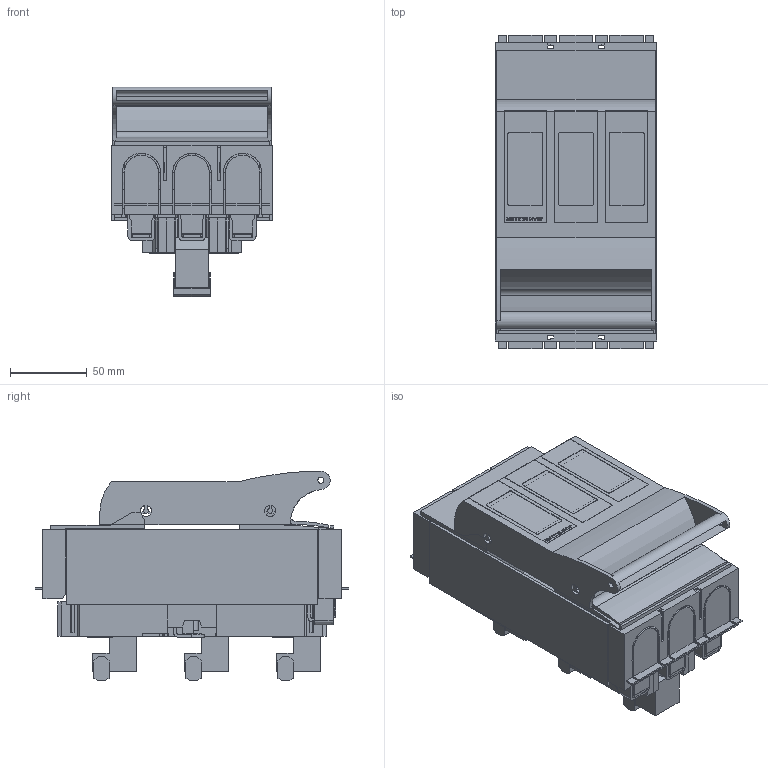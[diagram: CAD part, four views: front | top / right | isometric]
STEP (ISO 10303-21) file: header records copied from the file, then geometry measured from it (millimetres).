
FILE_DESCRIPTION(('CATIA V5 STEP'),'2;1');
FILE_NAME('T501336000_09_L_Reiter-NH-Sicherungslasttrenner-KETO-00-3_60_Ao_R95T.stp','2015-09-24T14:43:05+00:00',('none'),('Jean Müller GmbH'),'CATIA Version 5 Release 19 SP 9 (IN-10)','CATIA V5 STEP AP214','none');
FILE_SCHEMA(('AUTOMOTIVE_DESIGN { 1 0 10303 214 1 1 1 1 }'));
Products named in the file (16): T501336000_09_L_Reiter-NH-Sicherungslasttrenner Ao; 34200_L_Frontplatte Gr00_3-polig; 34171_L_Abdeckung oben Gr00_3-polig; 34172_L_Abdeckung unten Gr00_3-polig; 34207_L_Scheibe Gr00; 34207_L01_Scheibe Gr00-KETO; 34178_L_Trennergehaeuse Gr00-3-polig_SST; 5491_10_SK-Klemme kpl  Trenner Gr00; 158596_L_Anschlussschiene L3; 158595_L_Anschlussschiene L2; 158594_L_Anschlussschiene L1; 158664_L_NH-Kontakt Gr.00-R95T; 804794_L_Rahmenklemme 95; 158599_L_Rahmen R95; 158600_L_Druckstueck R95-Klemme; 68331_Sond.-Zylinderschr. DIN912-M6x20
Assembly tree (22 placements, depth 3):
  T501336000_09_L_Reiter-NH-Sicherungslasttrenner Ao
    34200_L_Frontplatte Gr00_3-polig
    34171_L_Abdeckung oben Gr00_3-polig
    34172_L_Abdeckung unten Gr00_3-polig
    34207_L_Scheibe Gr00
    34207_L01_Scheibe Gr00-KETO  x2
    34178_L_Trennergehaeuse Gr00-3-polig_SST
    5491_10_SK-Klemme kpl  Trenner Gr00  x3
    158596_L_Anschlussschiene L3
    158595_L_Anschlussschiene L2
    158594_L_Anschlussschiene L1
    158664_L_NH-Kontakt Gr.00-R95T  x3
    804794_L_Rahmenklemme 95  x3
      158599_L_Rahmen R95
      158600_L_Druckstueck R95-Klemme
      68331_Sond.-Zylinderschr. DIN912-M6x20
Bounding box: 105.5 x 204.41 x 136.74 mm (x, y, z)
Volume: 742702.6 mm3; surface area: 367067.9 mm2
Topology: 28 solids, 30 shells, 2681 faces, 8222 edges, 5527 vertices
Faces by surface type: plane 2124, cylinder 329, cone 150, torus 54, extrusion 24
Entity records: 77523 total; most frequent: ORIENTED_EDGE 14724, CARTESIAN_POINT 14691, DIRECTION 10009, EDGE_CURVE 7362, VECTOR 6106, LINE 6098, VERTEX_POINT 4947, EDGE_LOOP 2517
